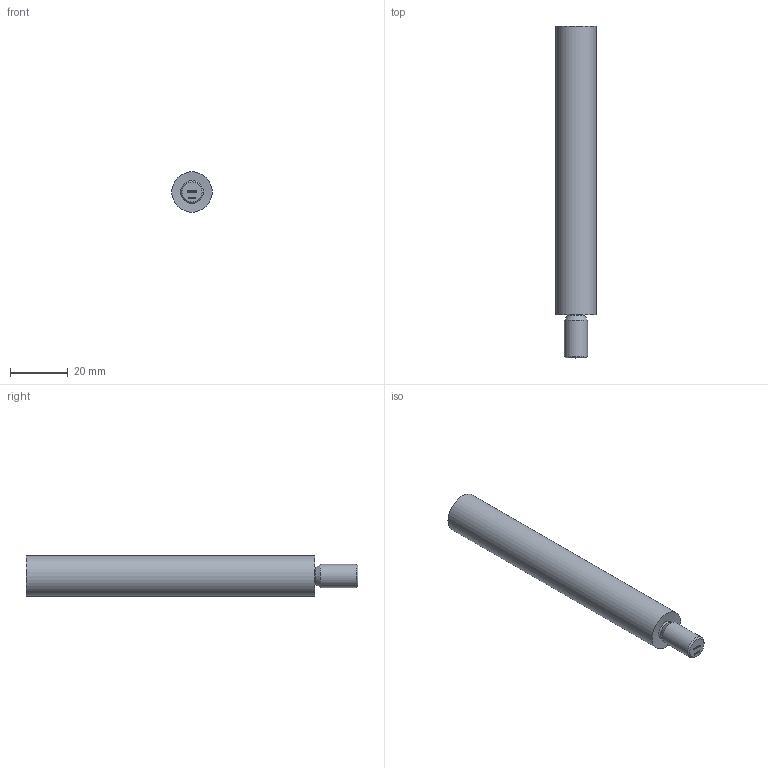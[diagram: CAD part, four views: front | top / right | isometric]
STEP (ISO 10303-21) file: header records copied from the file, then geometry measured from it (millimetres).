
FILE_DESCRIPTION (( 'STEP AP203' ), '1' );
FILE_NAME ('50237-ST.step', '2023-09-15T08:00:21', ( '' ), ( '' ), 'SwSTEP 2.0', 'SolidWorks 2018', '' );
FILE_SCHEMA (( 'CONFIG_CONTROL_DESIGN' ));
Length unit declared in the file: millimetre
Products named in the file (1): 50237-ST
Bounding box: 14 x 115 x 14 mm (x, y, z)
Volume: 16100 mm3; surface area: 5104.1 mm2
Topology: 1 solids, 1 shells, 217 faces, 580 edges, 385 vertices
Faces by surface type: plane 111, bspline 100, cone 3, cylinder 2, torus 1
Full cylindrical faces by diameter (mm): 8 x1, 14 x1
Entity records: 11860 total; most frequent: CARTESIAN_POINT 7069, ORIENTED_EDGE 1148, DIRECTION 617, EDGE_CURVE 574, VERTEX_POINT 385, VECTOR 367, LINE 367, EDGE_LOOP 243
